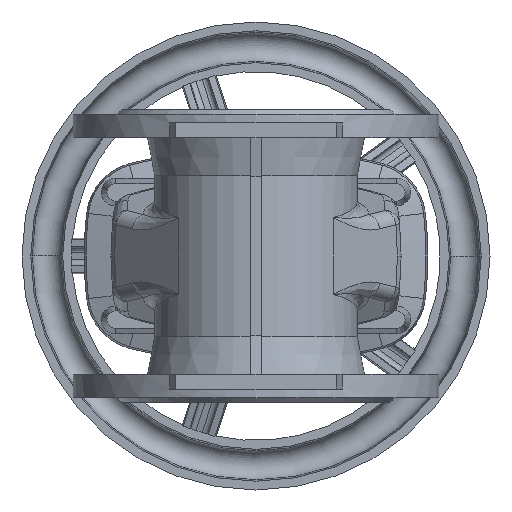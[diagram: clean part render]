
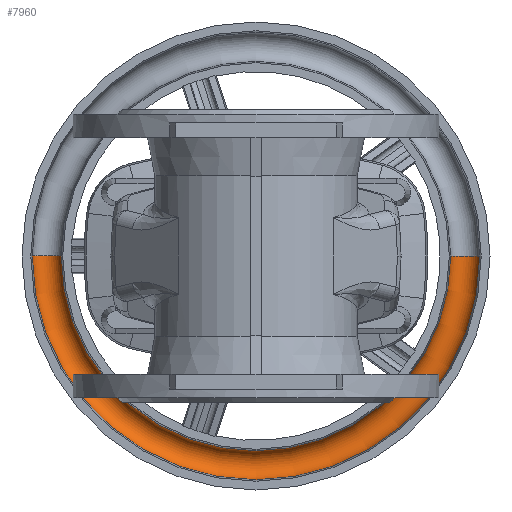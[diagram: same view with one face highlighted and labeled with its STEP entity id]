
A CAD part, front view. The second image highlights one B-rep face of the part: STEP entity #7960.
In plain terms, the highlighted toroidal (fillet/blend) face has major radius 143.064 mm and minor radius 10 mm.
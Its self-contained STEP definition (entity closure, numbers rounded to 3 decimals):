
#216 = DIRECTION ( 'NONE',  ( 0., -1., 0. ) ) ;
#217 = CARTESIAN_POINT ( 'NONE',  ( 0., 445., 0. ) ) ;
#221 = DIRECTION ( 'NONE',  ( 1., 0., 0. ) ) ;
#2293 = CARTESIAN_POINT ( 'NONE',  ( 153.026, 445.872, 0. ) ) ;
#2295 = CARTESIAN_POINT ( 'NONE',  ( -153.026, 445.872, 0. ) ) ;
#2297 = CARTESIAN_POINT ( 'NONE',  ( -133.102, 445.872, 0. ) ) ;
#2298 = CARTESIAN_POINT ( 'NONE',  ( 133.102, 445.872, 0. ) ) ;
#4193 = EDGE_LOOP ( 'NONE', ( #4842, #4841, #4839, #4838 ) ) ;
#4838 = ORIENTED_EDGE ( 'NONE', *, *, #17160, .F. ) ;
#4839 = ORIENTED_EDGE ( 'NONE', *, *, #17159, .T. ) ;
#4841 = ORIENTED_EDGE ( 'NONE', *, *, #17158, .T. ) ;
#4842 = ORIENTED_EDGE ( 'NONE', *, *, #17157, .F. ) ;
#7960 = ADVANCED_FACE ( 'NONE', ( #16166 ), #16167, .F. ) ;
#8916 = CIRCLE ( 'NONE', #10089, 153.026 ) ;
#8921 = CIRCLE ( 'NONE', #10087, 133.102 ) ;
#8923 = CIRCLE ( 'NONE', #10088, 10. ) ;
#8925 = CIRCLE ( 'NONE', #10090, 10. ) ;
#9896 = CARTESIAN_POINT ( 'NONE',  ( 0., 445.872, 0. ) ) ;
#9897 = DIRECTION ( 'NONE',  ( 0., -1., 0. ) ) ;
#9898 = DIRECTION ( 'NONE',  ( 1., 0., 0. ) ) ;
#9899 = CARTESIAN_POINT ( 'NONE',  ( -143.064, 445., 0. ) ) ;
#9900 = DIRECTION ( 'NONE',  ( 0., 0., 1. ) ) ;
#9901 = DIRECTION ( 'NONE',  ( 1., 0., 0. ) ) ;
#9904 = CARTESIAN_POINT ( 'NONE',  ( 0., 445.872, 0. ) ) ;
#9905 = DIRECTION ( 'NONE',  ( 0., -1., 0. ) ) ;
#9906 = DIRECTION ( 'NONE',  ( 1., 0., 0. ) ) ;
#9908 = CARTESIAN_POINT ( 'NONE',  ( 143.064, 445., 0. ) ) ;
#9909 = DIRECTION ( 'NONE',  ( 0., 0., -1. ) ) ;
#9910 = DIRECTION ( 'NONE',  ( -1., 0., 0. ) ) ;
#10087 = AXIS2_PLACEMENT_3D ( 'NONE', #9896, #9897, #9898 ) ;
#10088 = AXIS2_PLACEMENT_3D ( 'NONE', #9899, #9900, #9901 ) ;
#10089 = AXIS2_PLACEMENT_3D ( 'NONE', #9904, #9905, #9906 ) ;
#10090 = AXIS2_PLACEMENT_3D ( 'NONE', #9908, #9909, #9910 ) ;
#11360 = VERTEX_POINT ( 'NONE', #2293 ) ;
#11362 = VERTEX_POINT ( 'NONE', #2295 ) ;
#11364 = VERTEX_POINT ( 'NONE', #2297 ) ;
#11365 = VERTEX_POINT ( 'NONE', #2298 ) ;
#15799 = AXIS2_PLACEMENT_3D ( 'NONE', #217, #216, #221 ) ;
#16166 = FACE_OUTER_BOUND ( 'NONE', #4193, .T. ) ;
#16167 = TOROIDAL_SURFACE ( 'NONE', #15799, 143.064, 10. ) ;
#17157 = EDGE_CURVE ( 'NONE', #11364, #11365, #8921, .T. ) ;
#17158 = EDGE_CURVE ( 'NONE', #11364, #11362, #8923, .T. ) ;
#17159 = EDGE_CURVE ( 'NONE', #11362, #11360, #8916, .T. ) ;
#17160 = EDGE_CURVE ( 'NONE', #11365, #11360, #8925, .T. ) ;
